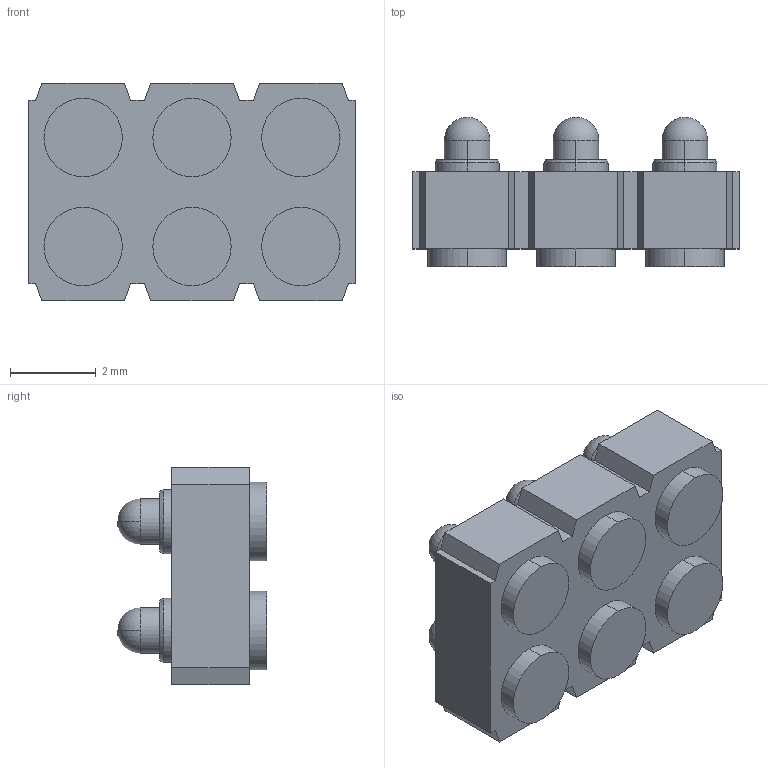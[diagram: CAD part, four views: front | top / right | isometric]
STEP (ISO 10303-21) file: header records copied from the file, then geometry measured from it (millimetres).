
FILE_DESCRIPTION (( 'STEP AP214' ), '1' );
FILE_NAME ('mill-max-813-22-006-30-000101.STEP', '2022-05-24T14:50:10', ( '' ), ( '' ), 'SwSTEP 2.0', 'SolidWorks 2021', '' );
FILE_SCHEMA (( 'AUTOMOTIVE_DESIGN' ));
Length unit declared in the file: inch
Products named in the file (3): mill-max-813-22-006-30-000101; mill-max-813-22-006-30-000101_0900; mill-max-813-22-006-30-000101_P4XX-28-011-00-090000(P406-28-011-00-090000)
Assembly tree (7 placements, depth 2):
  mill-max-813-22-006-30-000101
    mill-max-813-22-006-30-000101_P4XX-28-011-00-090000(P406-28-011-00-090000)
    mill-max-813-22-006-30-000101_0900  x6
Bounding box: 7.62 x 3.48 x 5.08 mm (x, y, z)
Volume: 79.4 mm3; surface area: 274 mm2
Topology: 7 solids, 7 shells, 150 faces, 348 edges, 218 vertices
Faces by surface type: cylinder 60, plane 54, cone 24, sphere 12
Entity records: 2032 total; most frequent: DIRECTION 344, CARTESIAN_POINT 329, ORIENTED_EDGE 312, EDGE_CURVE 156, AXIS2_PLACEMENT_3D 118, VECTOR 108, LINE 108, VERTEX_POINT 103
